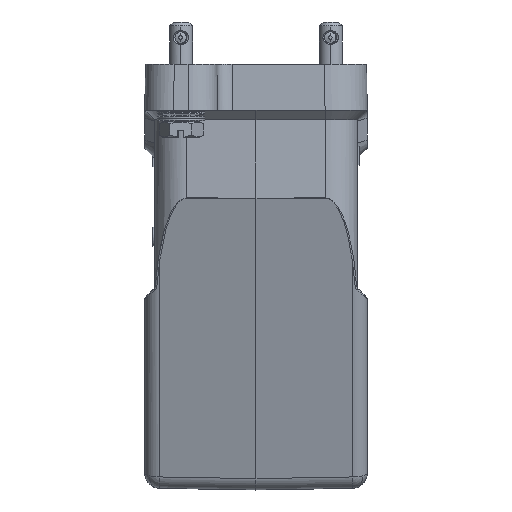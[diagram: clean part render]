
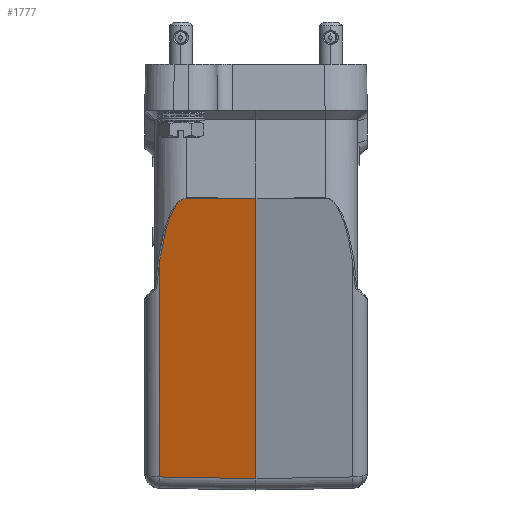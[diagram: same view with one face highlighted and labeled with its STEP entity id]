
A CAD part, left-side view. The second image highlights one B-rep face of the part: STEP entity #1777.
In plain terms, the highlighted planar face has unit normal (-0.966, 0.018, -0.259).
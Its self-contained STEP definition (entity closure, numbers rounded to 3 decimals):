
#687=PLANE('',#14881);
#1777=ADVANCED_FACE('NONE',(#2767),#687,.F.);
#2767=FACE_OUTER_BOUND('',#3612,.T.);
#3612=EDGE_LOOP('',(#7712,#7713,#7714,#7715,#7716));
#4298=B_SPLINE_CURVE_WITH_KNOTS('',3,(#29933,#29934,#29935,#29936,#29937,
#29938,#29939,#29940,#29941,#29942,#29943,#29944,#29945,#29946,#29947,#29948,
#29949,#29950,#29951,#29952),.UNSPECIFIED.,.F.,.F.,(4,2,2,2,2,2,2,2,2,4),
(0.,0.25,0.5,0.625,0.75,0.813,0.875,0.938,0.969,1.),.UNSPECIFIED.);
#7712=ORIENTED_EDGE('',*,*,#11700,.F.);
#7713=ORIENTED_EDGE('',*,*,#11701,.F.);
#7714=ORIENTED_EDGE('',*,*,#11629,.F.);
#7715=ORIENTED_EDGE('',*,*,#11624,.F.);
#7716=ORIENTED_EDGE('',*,*,#11702,.F.);
#9714=VERTEX_POINT('',#29927);
#9715=VERTEX_POINT('',#29932);
#9718=VERTEX_POINT('',#30087);
#9760=VERTEX_POINT('',#30652);
#9761=VERTEX_POINT('',#30653);
#11624=EDGE_CURVE('NONE',#9715,#9714,#4298,.T.);
#11629=EDGE_CURVE('NONE',#9714,#9718,#12830,.T.);
#11700=EDGE_CURVE('NONE',#9760,#9761,#12867,.T.);
#11701=EDGE_CURVE('NONE',#9718,#9760,#12868,.T.);
#11702=EDGE_CURVE('NONE',#9761,#9715,#12869,.T.);
#12830=LINE('',#30086,#13832);
#12867=LINE('',#30651,#13869);
#12868=LINE('',#30654,#13870);
#12869=LINE('',#30655,#13871);
#13832=VECTOR('',#17664,1.);
#13869=VECTOR('',#17771,1.);
#13870=VECTOR('',#17772,1.);
#13871=VECTOR('',#17773,1.);
#14881=AXIS2_PLACEMENT_3D('',#30656,#17774,#17775);
#17664=DIRECTION('',(-0.017,-1.,-0.002));
#17771=DIRECTION('',(0.013,1.,0.017));
#17772=DIRECTION('',(0.259,0.,-0.966));
#17773=DIRECTION('',(-0.259,0.,0.966));
#17774=DIRECTION('',(0.966,-0.017,0.259));
#17775=DIRECTION('',(0.259,0.,-0.966));
#29927=CARTESIAN_POINT('',(-74.668,18.048,-23.022));
#29932=CARTESIAN_POINT('',(-70.235,25.07,-39.091));
#29933=CARTESIAN_POINT('',(-70.235,25.07,-39.091));
#29934=CARTESIAN_POINT('',(-70.646,24.866,-37.573));
#29935=CARTESIAN_POINT('',(-71.055,24.619,-36.062));
#29936=CARTESIAN_POINT('',(-71.87,24.009,-33.061));
#29937=CARTESIAN_POINT('',(-72.276,23.647,-31.571));
#29938=CARTESIAN_POINT('',(-72.876,22.965,-29.377));
#29939=CARTESIAN_POINT('',(-73.075,22.714,-28.653));
#29940=CARTESIAN_POINT('',(-73.466,22.142,-27.232));
#29941=CARTESIAN_POINT('',(-73.659,21.823,-26.533));
#29942=CARTESIAN_POINT('',(-73.938,21.258,-25.531));
#29943=CARTESIAN_POINT('',(-74.029,21.054,-25.205));
#29944=CARTESIAN_POINT('',(-74.204,20.607,-24.58));
#29945=CARTESIAN_POINT('',(-74.289,20.363,-24.281));
#29946=CARTESIAN_POINT('',(-74.444,19.815,-23.739));
#29947=CARTESIAN_POINT('',(-74.515,19.511,-23.494));
#29948=CARTESIAN_POINT('',(-74.597,18.996,-23.223));
#29949=CARTESIAN_POINT('',(-74.62,18.814,-23.149));
#29950=CARTESIAN_POINT('',(-74.654,18.439,-23.048));
#29951=CARTESIAN_POINT('',(-74.665,18.244,-23.022));
#29952=CARTESIAN_POINT('',(-74.668,18.048,-23.022));
#30086=CARTESIAN_POINT('',(-74.662,18.396,-23.021));
#30087=CARTESIAN_POINT('',(-74.983,0.,-23.064));
#30651=CARTESIAN_POINT('',(-55.43,0.,-96.036));
#30652=CARTESIAN_POINT('',(-55.43,0.,-96.036));
#30653=CARTESIAN_POINT('',(-55.094,25.07,-95.598));
#30654=CARTESIAN_POINT('',(-54.636,0.,-99.));
#30655=CARTESIAN_POINT('',(-54.213,25.07,-98.887));
#30656=CARTESIAN_POINT('',(-54.636,0.,-99.));
